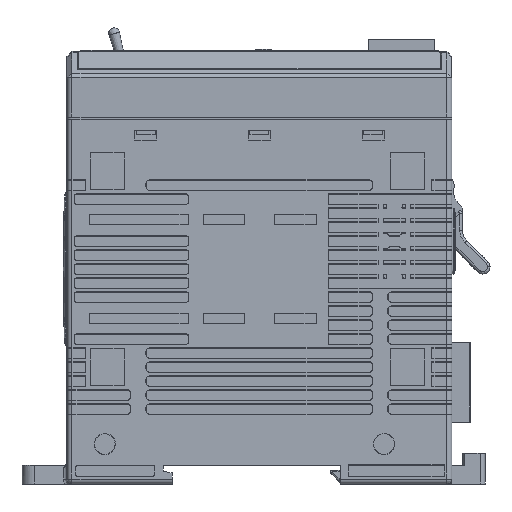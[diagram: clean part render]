
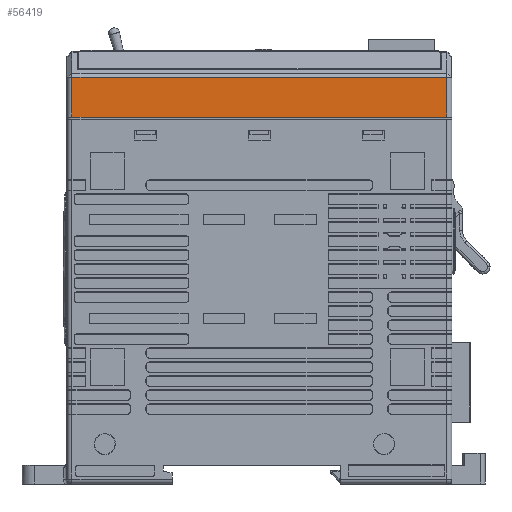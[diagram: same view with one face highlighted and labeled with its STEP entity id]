
A CAD part, left-side view. The second image highlights one B-rep face of the part: STEP entity #56419.
In plain terms, the highlighted planar face has unit normal (-1, 0, 0).
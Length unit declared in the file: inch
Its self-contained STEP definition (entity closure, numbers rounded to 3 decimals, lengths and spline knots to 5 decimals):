
#2939 = DIRECTION ( 'NONE',  ( -1., 0., 0. ) ) ;
#6542 = VECTOR ( 'NONE', #42655, 39.37008 ) ;
#10359 = ORIENTED_EDGE ( 'NONE', *, *, #88889, .T. ) ;
#20810 = EDGE_CURVE ( 'NONE', #68336, #84344, #39790, .T. ) ;
#22876 = DIRECTION ( 'NONE',  ( 0., 0., 1. ) ) ;
#23112 = ORIENTED_EDGE ( 'NONE', *, *, #20810, .T. ) ;
#23403 = VECTOR ( 'NONE', #54891, 39.37008 ) ;
#23531 = CARTESIAN_POINT ( 'NONE',  ( -1.14711, -0.14784, -1.04757 ) ) ;
#27214 = LINE ( 'NONE', #114012, #23403 ) ;
#30315 = VERTEX_POINT ( 'NONE', #96901 ) ;
#32997 = CARTESIAN_POINT ( 'NONE',  ( -1.14711, -0.14784, 2.74295 ) ) ;
#39790 = LINE ( 'NONE', #126577, #91003 ) ;
#40996 = LINE ( 'NONE', #52578, #83031 ) ;
#42655 = DIRECTION ( 'NONE',  ( 0., -1., 0. ) ) ;
#52578 = CARTESIAN_POINT ( 'NONE',  ( -1.14711, -1.39786, -1.04757 ) ) ;
#54891 = DIRECTION ( 'NONE',  ( 0., 0., -1. ) ) ;
#56419 = ADVANCED_FACE ( 'NONE', ( #82001 ), #62748, .T. ) ;
#57478 = CARTESIAN_POINT ( 'NONE',  ( -1.14711, 1.5549, 3.05734 ) ) ;
#59956 = CARTESIAN_POINT ( 'NONE',  ( -1.14711, -1.39786, 2.74295 ) ) ;
#60750 = VERTEX_POINT ( 'NONE', #59956 ) ;
#60859 = CARTESIAN_POINT ( 'NONE',  ( -1.14711, -1.39786, 3.05734 ) ) ;
#62748 = PLANE ( 'NONE',  #126635 ) ;
#66299 = EDGE_CURVE ( 'NONE', #30315, #60750, #103076, .T. ) ;
#68336 = VERTEX_POINT ( 'NONE', #60859 ) ;
#73249 = ORIENTED_EDGE ( 'NONE', *, *, #86571, .T. ) ;
#80222 = DIRECTION ( 'NONE',  ( 0., 0., 1. ) ) ;
#82001 = FACE_OUTER_BOUND ( 'NONE', #96966, .T. ) ;
#83031 = VECTOR ( 'NONE', #80222, 39.37008 ) ;
#84344 = VERTEX_POINT ( 'NONE', #57478 ) ;
#86571 = EDGE_CURVE ( 'NONE', #84344, #30315, #27214, .T. ) ;
#88889 = EDGE_CURVE ( 'NONE', #60750, #68336, #40996, .T. ) ;
#91003 = VECTOR ( 'NONE', #97659, 39.37008 ) ;
#96901 = CARTESIAN_POINT ( 'NONE',  ( -1.14711, 1.5549, 2.74295 ) ) ;
#96966 = EDGE_LOOP ( 'NONE', ( #10359, #23112, #73249, #123019 ) ) ;
#97659 = DIRECTION ( 'NONE',  ( 0., 1., 0. ) ) ;
#103076 = LINE ( 'NONE', #32997, #6542 ) ;
#114012 = CARTESIAN_POINT ( 'NONE',  ( -1.14711, 1.5549, -1.04757 ) ) ;
#123019 = ORIENTED_EDGE ( 'NONE', *, *, #66299, .T. ) ;
#126577 = CARTESIAN_POINT ( 'NONE',  ( -1.14711, -0.14784, 3.05734 ) ) ;
#126635 = AXIS2_PLACEMENT_3D ( 'NONE', #23531, #2939, #22876 ) ;
